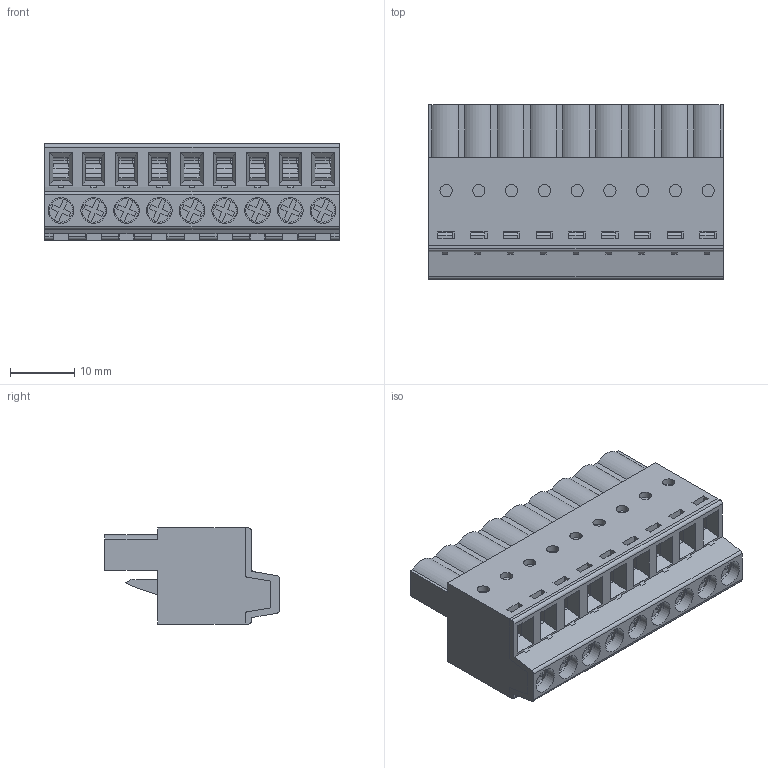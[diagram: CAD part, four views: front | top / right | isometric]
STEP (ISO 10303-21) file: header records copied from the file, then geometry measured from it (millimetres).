
FILE_DESCRIPTION( ( 'Unknown' ), '1' );
FILE_NAME( '691373500009B.stp', 'Unknown', ( 'Unknown' ), ( 'Unknown' ), 'PSStep 19.0.9', 'Unknown', ' ' );
FILE_SCHEMA( ( 'AUTOMOTIVE_DESIGN { 1 0 10303 214 1 1 1 1 }' ) );
Length unit declared in the file: millimetre
Products named in the file (7): Assem1; 6913735000xxB_PIN; 691373500009B_COQUE; 691373500009B; 6913735000xxB_MASS; 6913735000xxB_VIS; 6913735000xxB_CLAPET
Assembly tree (38 placements, depth 2):
  Assem1
    6913735000xxB_PIN  x9
    691373500009B_COQUE
    691373500009B
    6913735000xxB_MASS  x9
    6913735000xxB_VIS  x9
    6913735000xxB_CLAPET  x9
Bounding box: 45.72 x 27.1 x 14.9 mm (x, y, z)
Volume: 8606 mm3; surface area: 20917.7 mm2
Topology: 38 solids, 38 shells, 2266 faces, 6258 edges, 4106 vertices
Faces by surface type: plane 1758, cylinder 499, cone 9
Full cylindrical faces by diameter (mm): 1.9 x9, 2.003 x9, 2.5 x18, 3 x9, 3.1 x9, 3.6 x9, 3.99 x9, 4.1 x9
Entity records: 44030 total; most frequent: CARTESIAN_POINT 6251, ORIENTED_EDGE 6114, DIRECTION 5578, EDGE_CURVE 3057, LINE 2806, VECTOR 2806, VERTEX_POINT 2027, AXIS2_PLACEMENT_3D 1386
